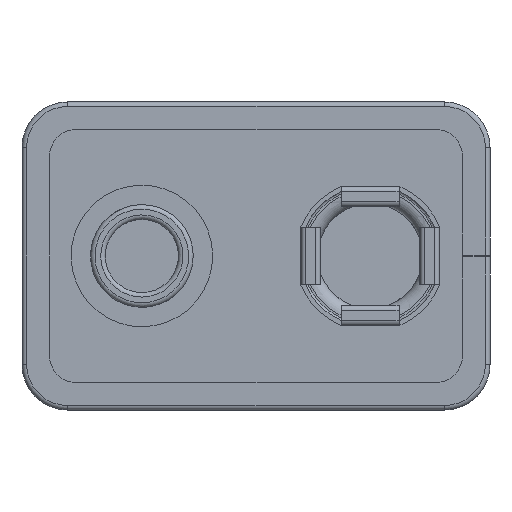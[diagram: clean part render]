
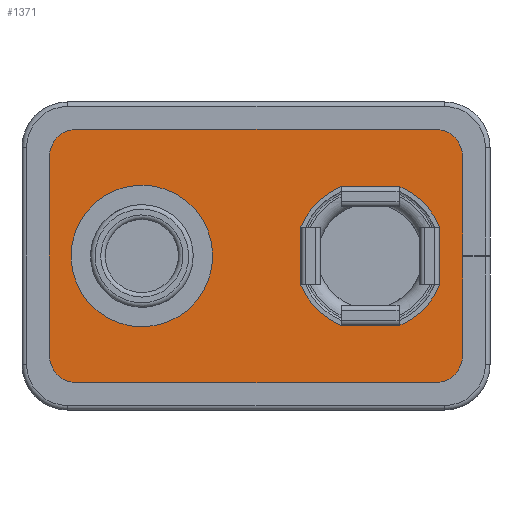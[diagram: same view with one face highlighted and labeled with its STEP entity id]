
A CAD part, front view. The second image highlights one B-rep face of the part: STEP entity #1371.
In plain terms, the highlighted planar face has unit normal (0, -1, 0).
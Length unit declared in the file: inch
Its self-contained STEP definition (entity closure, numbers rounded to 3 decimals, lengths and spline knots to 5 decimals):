
#943=EDGE_CURVE('layer1[1]',#2668,#2669,#2670,.T.);
#1063=EDGE_CURVE('layer1[1]',#2854,#2668,#2855,.T.);
#1263=EDGE_CURVE('layer1[1]',#3140,#2693,#3141,.T.);
#1371=ADVANCED_FACE('layer1[1]',(#3285,#3286,#3287),#3288,.F.);
#1442=EDGE_CURVE('layer1[1]',#2693,#2382,#3384,.T.);
#1490=EDGE_CURVE('layer1[1]',#3447,#3447,#3448,.T.);
#1574=EDGE_CURVE('layer1[1]',#2669,#3140,#3554,.T.);
#1713=EDGE_CURVE('layer1[1]',#3719,#3720,#3721,.T.);
#1930=EDGE_CURVE('layer1[1]',#2382,#3619,#3974,.T.);
#1954=EDGE_CURVE('layer1[1]',#4000,#4000,#4001,.T.);
#2110=EDGE_CURVE('layer1[1]',#3719,#2854,#4183,.T.);
#2185=EDGE_CURVE('layer1[1]',#4270,#3720,#4271,.T.);
#2208=EDGE_CURVE('layer1[1]',#3619,#4270,#4295,.T.);
#2382=VERTEX_POINT('',#4547);
#2668=VERTEX_POINT('',#5038);
#2669=VERTEX_POINT('',#5039);
#2670=LINE('',#5040,#5041);
#2693=VERTEX_POINT('',#5073);
#2854=VERTEX_POINT('',#5404);
#2855=CIRCLE('',#5405,0.06);
#3140=VERTEX_POINT('',#6150);
#3141=LINE('',#6151,#6152);
#3285=FACE_OUTER_BOUND('',#6559,.T.);
#3286=FACE_BOUND('',#6560,.T.);
#3287=FACE_BOUND('',#6561,.T.);
#3288=PLANE('',#6562);
#3384=CIRCLE('',#6729,0.06);
#3447=VERTEX_POINT('',#6831);
#3448=CIRCLE('',#6832,0.155);
#3554=CIRCLE('',#7051,0.06);
#3619=VERTEX_POINT('',#7153);
#3719=VERTEX_POINT('',#7327);
#3720=VERTEX_POINT('',#7328);
#3721=LINE('',#7329,#7330);
#3974=LINE('',#8135,#8136);
#4000=VERTEX_POINT('',#8250);
#4001=CIRCLE('',#8251,0.115);
#4183=LINE('',#8556,#8557);
#4270=VERTEX_POINT('',#8704);
#4271=LINE('',#8705,#8706);
#4295=CIRCLE('',#8768,0.06);
#4547=CARTESIAN_POINT('',(-1.18388,1.7919,0.06));
#5038=CARTESIAN_POINT('',(-0.39888,1.7919,0.615));
#5039=CARTESIAN_POINT('',(-1.18388,1.7919,0.615));
#5040=CARTESIAN_POINT('',(-1.30388,1.7919,0.615));
#5041=VECTOR('',#9260,1.0);
#5073=CARTESIAN_POINT('',(-1.24388,1.7919,0.12));
#5404=CARTESIAN_POINT('',(-0.33888,1.7919,0.555));
#5405=AXIS2_PLACEMENT_3D('',#9453,#9454,#9455);
#6150=CARTESIAN_POINT('',(-1.24388,1.7919,0.555));
#6151=CARTESIAN_POINT('',(-1.24388,1.7919,0.675));
#6152=VECTOR('',#9739,1.0);
#6559=EDGE_LOOP('',(#9925,#9926,#9927,#9928,#9929,#9930,#9931,#9932,#9933,#9934));
#6560=EDGE_LOOP('',(#9935));
#6561=EDGE_LOOP('',(#9936));
#6562=AXIS2_PLACEMENT_3D('',#9937,#9938,#9939);
#6729=AXIS2_PLACEMENT_3D('',#10044,#10045,#10046);
#6831=CARTESIAN_POINT('',(-0.88639,1.7919,0.3395));
#6832=AXIS2_PLACEMENT_3D('',#10117,#10118,#10119);
#7051=AXIS2_PLACEMENT_3D('',#10249,#10250,#10251);
#7153=CARTESIAN_POINT('',(-0.39888,1.7919,0.06));
#7327=CARTESIAN_POINT('',(-0.33888,1.7919,0.3395));
#7328=CARTESIAN_POINT('',(-0.33888,1.7919,0.3355));
#7329=CARTESIAN_POINT('',(-0.33888,1.7919,0.34099));
#7330=VECTOR('',#10471,1.0);
#8135=CARTESIAN_POINT('',(-0.27888,1.7919,0.06));
#8136=VECTOR('',#10820,1.0);
#8250=CARTESIAN_POINT('',(-0.65636,1.7919,0.3395));
#8251=AXIS2_PLACEMENT_3D('',#10845,#10846,#10847);
#8556=CARTESIAN_POINT('',(-0.33888,1.7919,0.675));
#8557=VECTOR('',#11109,1.0);
#8704=CARTESIAN_POINT('',(-0.33888,1.7919,0.12));
#8705=CARTESIAN_POINT('',(-0.33888,1.7919,0.675));
#8706=VECTOR('',#11217,1.0);
#8768=AXIS2_PLACEMENT_3D('',#11239,#11240,#11241);
#9260=DIRECTION('',(-1.0,-0.0,-0.0));
#9453=CARTESIAN_POINT('',(-0.39888,1.7919,0.555));
#9454=DIRECTION('',(0.0,-1.0,0.0));
#9455=DIRECTION('',(0.707,0.0,0.707));
#9739=DIRECTION('',(0.0,0.0,-1.0));
#9925=ORIENTED_EDGE('',*,*,#1574,.T.);
#9926=ORIENTED_EDGE('',*,*,#1263,.T.);
#9927=ORIENTED_EDGE('',*,*,#1442,.T.);
#9928=ORIENTED_EDGE('',*,*,#1930,.T.);
#9929=ORIENTED_EDGE('',*,*,#2208,.T.);
#9930=ORIENTED_EDGE('',*,*,#2185,.T.);
#9931=ORIENTED_EDGE('',*,*,#1713,.F.);
#9932=ORIENTED_EDGE('',*,*,#2110,.T.);
#9933=ORIENTED_EDGE('',*,*,#1063,.T.);
#9934=ORIENTED_EDGE('',*,*,#943,.T.);
#9935=ORIENTED_EDGE('',*,*,#1954,.F.);
#9936=ORIENTED_EDGE('',*,*,#1490,.T.);
#9937=CARTESIAN_POINT('',(-1.24388,1.7919,0.645));
#9938=DIRECTION('',(0.0,1.0,0.0));
#9939=DIRECTION('',(-1.0,0.0,0.0));
#10044=CARTESIAN_POINT('',(-1.18388,1.7919,0.12));
#10045=DIRECTION('',(0.0,-1.0,-0.0));
#10046=DIRECTION('',(-0.707,0.0,-0.707));
#10117=CARTESIAN_POINT('',(-1.04138,1.7919,0.3375));
#10118=DIRECTION('',(-0.0,1.0,0.0));
#10119=DIRECTION('',(1.0,0.0,0.0));
#10249=CARTESIAN_POINT('',(-1.18388,1.7919,0.555));
#10250=DIRECTION('',(-0.0,-1.0,0.0));
#10251=DIRECTION('',(-0.707,0.0,0.707));
#10471=DIRECTION('',(0.0,0.0,-1.0));
#10820=DIRECTION('',(1.0,0.0,0.0));
#10845=CARTESIAN_POINT('',(-0.54138,1.7919,0.3375));
#10846=DIRECTION('',(0.0,-1.0,-0.0));
#10847=DIRECTION('',(0.0,0.0,-1.0));
#11109=DIRECTION('',(0.0,0.0,1.0));
#11217=DIRECTION('',(0.0,0.0,1.0));
#11239=CARTESIAN_POINT('',(-0.39888,1.7919,0.12));
#11240=DIRECTION('',(0.0,-1.0,-0.0));
#11241=DIRECTION('',(0.707,0.0,-0.707));
